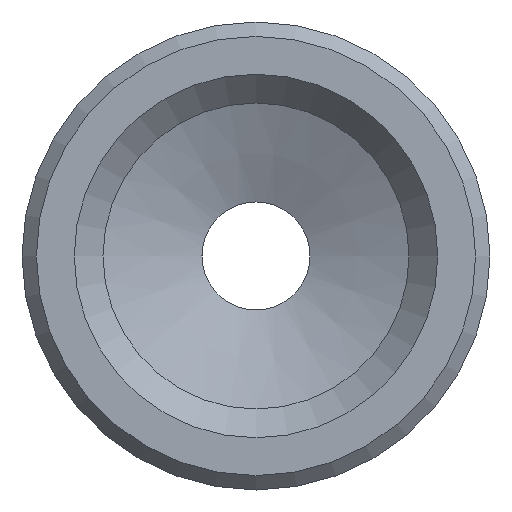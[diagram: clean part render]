
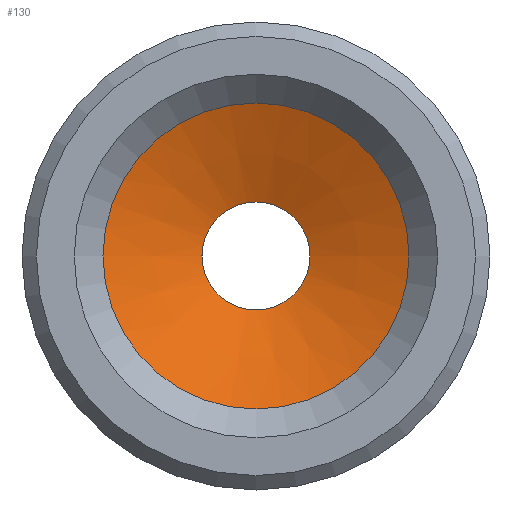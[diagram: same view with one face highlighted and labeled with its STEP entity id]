
A CAD part, front view. The second image highlights one B-rep face of the part: STEP entity #130.
In plain terms, the highlighted conical face has half-angle 68 degrees and reference radius 4.25 mm.
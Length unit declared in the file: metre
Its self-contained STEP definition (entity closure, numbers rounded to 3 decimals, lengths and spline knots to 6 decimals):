
#130 = ADVANCED_FACE( 'NONE', ( #277, #278 ), #279, .F. );
#277 = FACE_OUTER_BOUND( '', #426, .T. );
#278 = FACE_BOUND( '', #427, .T. );
#279 = CONICAL_SURFACE( '', #428, 0.00425, 1.187 );
#426 = EDGE_LOOP( '', ( #694 ) );
#427 = EDGE_LOOP( '', ( #695 ) );
#428 = AXIS2_PLACEMENT_3D( '', #696, #697, #698 );
#694 = ORIENTED_EDGE( '', *, *, #831, .F. );
#695 = ORIENTED_EDGE( '', *, *, #815, .T. );
#696 = CARTESIAN_POINT( '', ( 0., 0.008, 0. ) );
#697 = DIRECTION( '', ( 0., -1., 0. ) );
#698 = DIRECTION( '', ( 1., 0., 0. ) );
#815 = EDGE_CURVE( 'NONE', #963, #963, #964, .T. );
#831 = EDGE_CURVE( 'NONE', #987, #987, #988, .T. );
#963 = VERTEX_POINT( '', #1162 );
#964 = CIRCLE( '', #1163, 0.0015 );
#987 = VERTEX_POINT( '', #1201 );
#988 = CIRCLE( '', #1202, 0.00425 );
#1162 = CARTESIAN_POINT( '', ( -0.0015, 0.009111, 0. ) );
#1163 = AXIS2_PLACEMENT_3D( '', #1330, #1331, #1332 );
#1201 = CARTESIAN_POINT( '', ( -0.00425, 0.008, 0. ) );
#1202 = AXIS2_PLACEMENT_3D( '', #1344, #1345, #1346 );
#1330 = CARTESIAN_POINT( '', ( 0., 0.009111, 0. ) );
#1331 = DIRECTION( '', ( 0., 1., 0. ) );
#1332 = DIRECTION( '', ( -1., 0., 0. ) );
#1344 = CARTESIAN_POINT( '', ( 0., 0.008, 0. ) );
#1345 = DIRECTION( '', ( 0., 1., 0. ) );
#1346 = DIRECTION( '', ( -1., 0., 0. ) );
